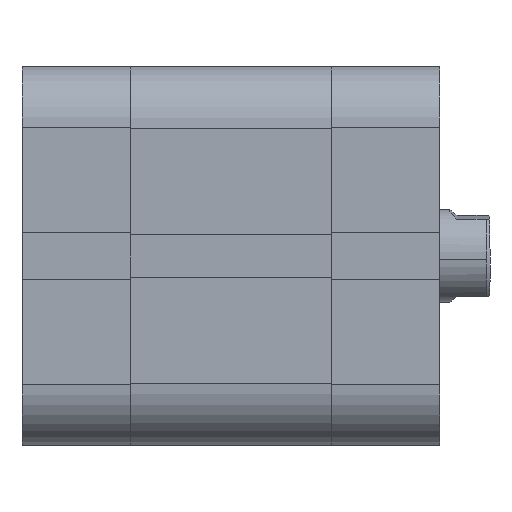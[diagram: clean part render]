
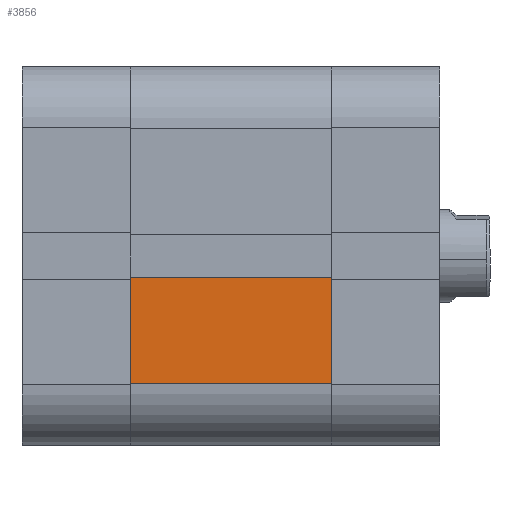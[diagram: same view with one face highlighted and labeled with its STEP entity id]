
A CAD part, front view. The second image highlights one B-rep face of the part: STEP entity #3856.
In plain terms, the highlighted planar face has unit normal (0, -1, 0).
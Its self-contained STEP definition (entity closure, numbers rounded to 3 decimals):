
#426 = DIRECTION ( 'NONE',  ( 1., 0., 0. ) ) ;
#590 = FACE_OUTER_BOUND ( 'NONE', #14667, .T. ) ;
#2837 = CARTESIAN_POINT ( 'NONE',  ( 26., -24.5, -24.5 ) ) ;
#3856 = ADVANCED_FACE ( 'NONE', ( #590 ), #24999, .F. ) ;
#5348 = VECTOR ( 'NONE', #30687, 1000. ) ;
#6117 = DIRECTION ( 'NONE',  ( 0., 0., 1. ) ) ;
#7885 = ORIENTED_EDGE ( 'NONE', *, *, #19322, .F. ) ;
#9070 = VERTEX_POINT ( 'NONE', #28909 ) ;
#9273 = CARTESIAN_POINT ( 'NONE',  ( 26., -24.5, -16.5 ) ) ;
#9512 = LINE ( 'NONE', #20072, #5348 ) ;
#9639 = EDGE_CURVE ( 'NONE', #15411, #15152, #19627, .T. ) ;
#9943 = ORIENTED_EDGE ( 'NONE', *, *, #9639, .T. ) ;
#10404 = EDGE_CURVE ( 'NONE', #15287, #15411, #9512, .T. ) ;
#12367 = CARTESIAN_POINT ( 'NONE',  ( 26.001, -24.5, -2.8 ) ) ;
#12707 = DIRECTION ( 'NONE',  ( 0., 0., -1. ) ) ;
#14667 = EDGE_LOOP ( 'NONE', ( #27554, #18476, #9943, #7885 ) ) ;
#15152 = VERTEX_POINT ( 'NONE', #9273 ) ;
#15287 = VERTEX_POINT ( 'NONE', #24312 ) ;
#15411 = VERTEX_POINT ( 'NONE', #16324 ) ;
#16324 = CARTESIAN_POINT ( 'NONE',  ( 0., -24.5, -16.5 ) ) ;
#17019 = CARTESIAN_POINT ( 'NONE',  ( 26., -24.5, -16.5 ) ) ;
#18476 = ORIENTED_EDGE ( 'NONE', *, *, #10404, .T. ) ;
#19322 = EDGE_CURVE ( 'NONE', #9070, #15152, #29182, .T. ) ;
#19627 = LINE ( 'NONE', #17019, #30821 ) ;
#19637 = DIRECTION ( 'NONE',  ( -1., 0., 0. ) ) ;
#20072 = CARTESIAN_POINT ( 'NONE',  ( 0., -24.5, -24.5 ) ) ;
#24086 = VECTOR ( 'NONE', #12707, 1000. ) ;
#24312 = CARTESIAN_POINT ( 'NONE',  ( 0., -24.5, -2.8 ) ) ;
#24316 = CARTESIAN_POINT ( 'NONE',  ( 26., -24.5, -24.5 ) ) ;
#24999 = PLANE ( 'NONE',  #32629 ) ;
#26085 = VECTOR ( 'NONE', #19637, 1000. ) ;
#26515 = EDGE_CURVE ( 'NONE', #9070, #15287, #30071, .T. ) ;
#26920 = DIRECTION ( 'NONE',  ( 0., 1., 0. ) ) ;
#27554 = ORIENTED_EDGE ( 'NONE', *, *, #26515, .T. ) ;
#28909 = CARTESIAN_POINT ( 'NONE',  ( 26., -24.5, -2.8 ) ) ;
#29182 = LINE ( 'NONE', #2837, #24086 ) ;
#30071 = LINE ( 'NONE', #12367, #26085 ) ;
#30687 = DIRECTION ( 'NONE',  ( 0., 0., -1. ) ) ;
#30821 = VECTOR ( 'NONE', #426, 1000. ) ;
#32629 = AXIS2_PLACEMENT_3D ( 'NONE', #24316, #26920, #6117 ) ;
